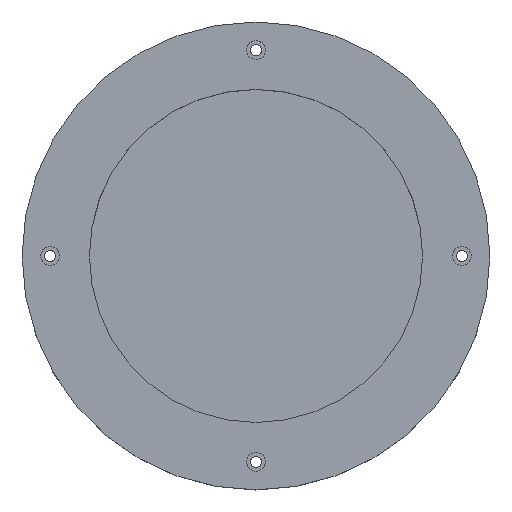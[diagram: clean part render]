
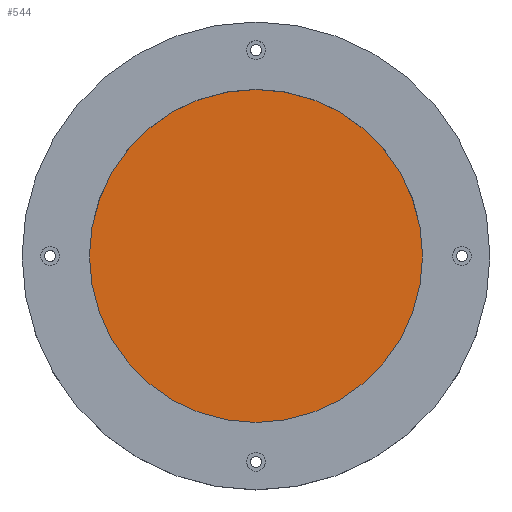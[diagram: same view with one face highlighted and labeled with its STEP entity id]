
A CAD part, top view. The second image highlights one B-rep face of the part: STEP entity #544.
In plain terms, the highlighted planar face has unit normal (0, 0, 1).
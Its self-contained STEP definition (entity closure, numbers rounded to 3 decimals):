
#137=CARTESIAN_POINT('',(0.,0.,0.));
#138=DIRECTION('',(0.,0.,1.));
#139=DIRECTION('',(1.,0.,0.));
#140=AXIS2_PLACEMENT_3D('',#137,#138,#139);
#142=CARTESIAN_POINT('',(0.,0.,0.));
#143=DIRECTION('',(0.,0.,1.));
#144=DIRECTION('',(-1.,0.,0.));
#145=AXIS2_PLACEMENT_3D('',#142,#143,#144);
#325=CARTESIAN_POINT('',(44.5,0.,0.));
#326=CARTESIAN_POINT('',(-44.5,0.,0.));
#327=VERTEX_POINT('',#325);
#328=VERTEX_POINT('',#326);
#535=CARTESIAN_POINT('',(0.,0.,0.));
#536=DIRECTION('',(0.,0.,1.));
#537=DIRECTION('',(1.,0.,0.));
#538=AXIS2_PLACEMENT_3D('',#535,#536,#537);
#539=PLANE('',#538);
#540=ORIENTED_EDGE('',*,*,#515,.F.);
#541=ORIENTED_EDGE('',*,*,#529,.F.);
#542=EDGE_LOOP('',(#540,#541));
#543=FACE_OUTER_BOUND('',#542,.F.);
#141=CIRCLE('',#140,44.5);
#146=CIRCLE('',#145,44.5);
#515=EDGE_CURVE('',#327,#328,#141,.T.);
#529=EDGE_CURVE('',#328,#327,#146,.T.);
#544=ADVANCED_FACE('',(#543),#539,.T.);
